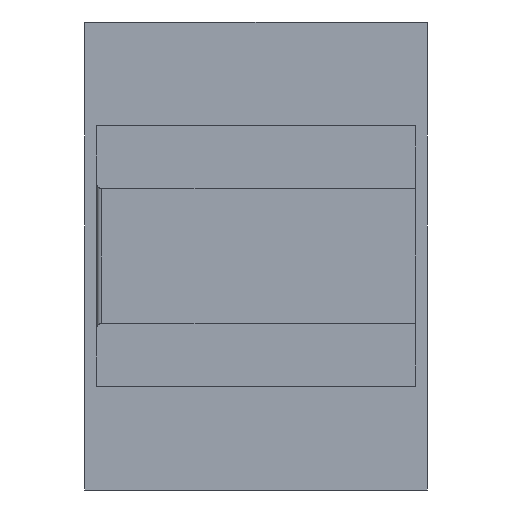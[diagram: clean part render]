
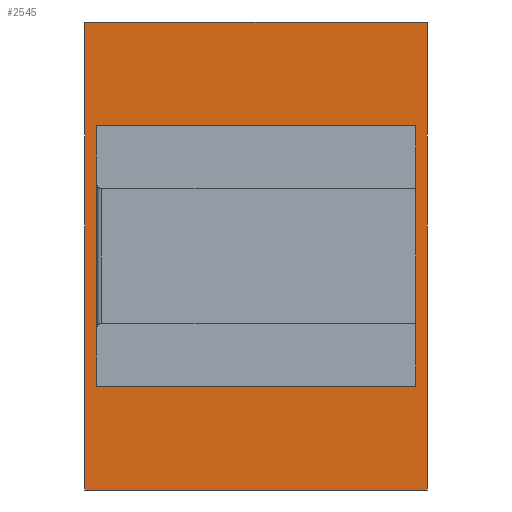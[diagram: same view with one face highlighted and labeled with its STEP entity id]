
A CAD part, front view. The second image highlights one B-rep face of the part: STEP entity #2545.
In plain terms, the highlighted planar face has unit normal (0, -1, 0).
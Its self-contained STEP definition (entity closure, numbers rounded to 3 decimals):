
#105=PLANE('',#2751);
#203=FACE_OUTER_BOUND('',#356,.T.);
#356=EDGE_LOOP('',(#2050,#2051,#2052,#2053));
#587=LINE('',#4020,#854);
#590=LINE('',#4026,#857);
#592=LINE('',#4029,#859);
#593=LINE('',#4030,#860);
#854=VECTOR('',#3248,10.);
#857=VECTOR('',#3253,10.);
#859=VECTOR('',#3257,64.32);
#860=VECTOR('',#3258,64.32);
#1210=VERTEX_POINT('',#4017);
#1211=VERTEX_POINT('',#4019);
#1212=VERTEX_POINT('',#4023);
#1213=VERTEX_POINT('',#4025);
#1515=EDGE_CURVE('',#1211,#1210,#587,.T.);
#1518=EDGE_CURVE('',#1213,#1212,#590,.T.);
#1520=EDGE_CURVE('',#1210,#1213,#592,.T.);
#1521=EDGE_CURVE('',#1212,#1211,#593,.T.);
#2050=ORIENTED_EDGE('',*,*,#1515,.T.);
#2051=ORIENTED_EDGE('',*,*,#1520,.T.);
#2052=ORIENTED_EDGE('',*,*,#1518,.T.);
#2053=ORIENTED_EDGE('',*,*,#1521,.T.);
#2545=ADVANCED_FACE('',(#203),#105,.F.);
#2751=AXIS2_PLACEMENT_3D('',#4028,#3255,#3256);
#3248=DIRECTION('',(0.,0.,1.));
#3253=DIRECTION('',(0.,0.,-1.));
#3255=DIRECTION('center_axis',(0.,1.,0.));
#3256=DIRECTION('ref_axis',(0.,0.,1.));
#3257=DIRECTION('',(-1.,0.,0.));
#3258=DIRECTION('',(1.,0.,0.));
#4017=CARTESIAN_POINT('',(32.16,0.,44.));
#4019=CARTESIAN_POINT('',(32.16,0.,-44.));
#4020=CARTESIAN_POINT('',(32.16,0.,22.));
#4023=CARTESIAN_POINT('',(-32.16,0.,-44.));
#4025=CARTESIAN_POINT('',(-32.16,0.,44.));
#4026=CARTESIAN_POINT('',(-32.16,0.,-22.));
#4028=CARTESIAN_POINT('Origin',(0.,0.,0.));
#4029=CARTESIAN_POINT('',(32.16,0.,44.));
#4030=CARTESIAN_POINT('',(-32.16,0.,-44.));
